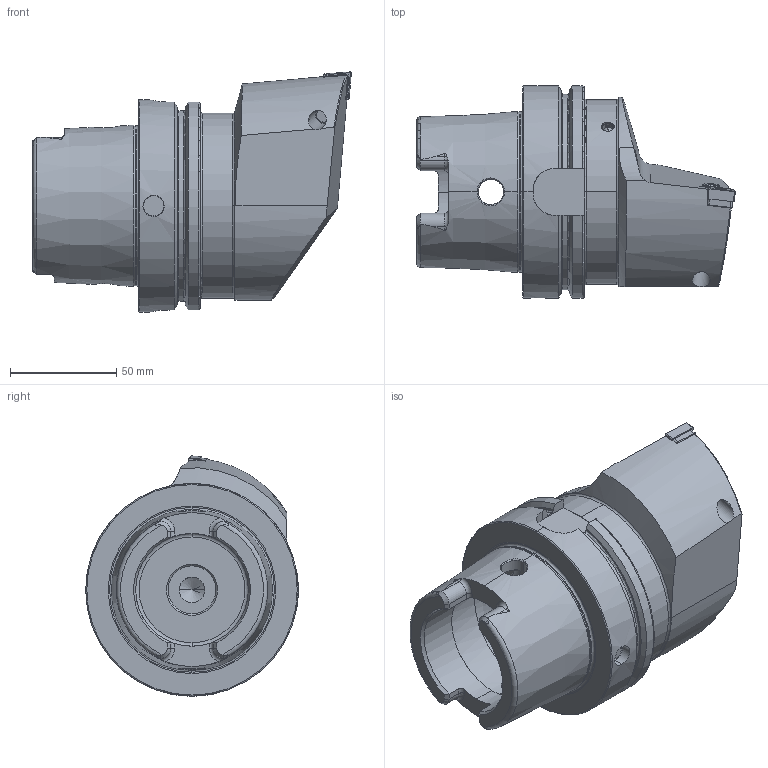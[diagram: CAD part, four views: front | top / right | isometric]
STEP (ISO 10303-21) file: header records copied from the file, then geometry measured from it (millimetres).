
FILE_DESCRIPTION (( 'STEP AP203' ), '1' );
FILE_NAME ('HA0-PCD.LLA.100.STEP', '2012-06-04T08:07:01', ( 'baer' ), ( 'Hewlett-Packard Company' ), 'SwSTEP 2.0', 'SolidWorks 2012', '' );
FILE_SCHEMA (( 'CONFIG_CONTROL_DESIGN' ));
Length unit declared in the file: millimetre
Products named in the file (7): HA0-PCD.LLA.100; WCD-ER3.101.000_A; WCD-ER4.101.017_A; WCD-ER2.101.003_A; CNMG120404; KVT_MB_600_060; HA0-PCD.LLA.100_A_Fertigbearbeitung
Assembly tree (6 placements, depth 2):
  HA0-PCD.LLA.100
    HA0-PCD.LLA.100_A_Fertigbearbeitung
    KVT_MB_600_060
    CNMG120404
    WCD-ER2.101.003_A
    WCD-ER4.101.017_A
    WCD-ER3.101.000_A
Bounding box: 149.9 x 100 x 113 mm (x, y, z)
Volume: 557424.4 mm3; surface area: 71796.3 mm2
Topology: 7 solids, 7 shells, 368 faces, 940 edges, 575 vertices
Faces by surface type: plane 113, cylinder 105, cone 91, torus 40, bspline 17, sphere 2
Entity records: 13599 total; most frequent: CARTESIAN_POINT 4333, ORIENTED_EDGE 1850, DIRECTION 1739, EDGE_CURVE 925, AXIS2_PLACEMENT_3D 676, VERTEX_POINT 572, LINE 387, VECTOR 387
